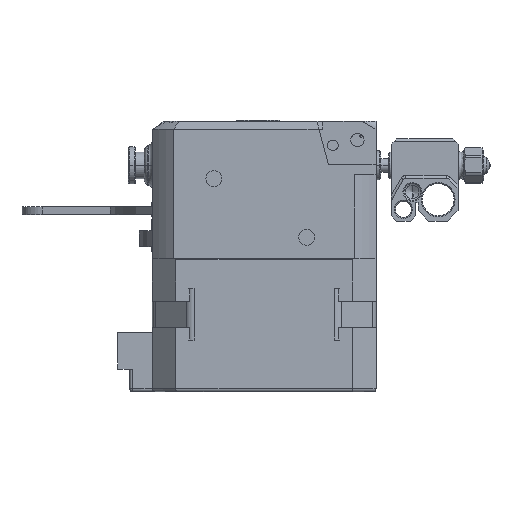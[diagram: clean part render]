
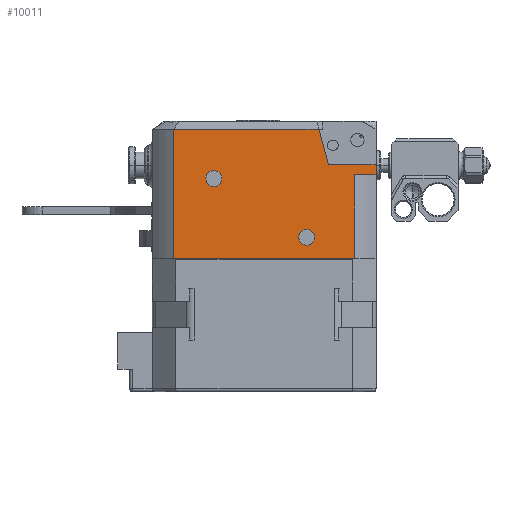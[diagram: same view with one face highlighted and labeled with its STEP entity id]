
A CAD part, left-side view. The second image highlights one B-rep face of the part: STEP entity #10011.
In plain terms, the highlighted planar face has unit normal (-1, 0, 0).
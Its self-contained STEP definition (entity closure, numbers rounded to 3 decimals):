
#105 = DIRECTION ( 'NONE',  ( 0., -1., 0. ) ) ;
#580 = ORIENTED_EDGE ( 'NONE', *, *, #20106, .T. ) ;
#1028 = CARTESIAN_POINT ( 'NONE',  ( -21., -17.072, 23.947 ) ) ;
#1285 = VERTEX_POINT ( 'NONE', #1461 ) ;
#1461 = CARTESIAN_POINT ( 'NONE',  ( -21., 9.45, 38.5 ) ) ;
#1630 = DIRECTION ( 'NONE',  ( 0., 0., 1. ) ) ;
#1710 = ORIENTED_EDGE ( 'NONE', *, *, #9859, .T. ) ;
#1769 = DIRECTION ( 'NONE',  ( 0., 1., 0. ) ) ;
#2533 = CARTESIAN_POINT ( 'NONE',  ( -21., -8., 29. ) ) ;
#3195 = CARTESIAN_POINT ( 'NONE',  ( -21., -21., 25. ) ) ;
#4053 = EDGE_LOOP ( 'NONE', ( #18991, #18615 ) ) ;
#4172 = CARTESIAN_POINT ( 'NONE',  ( -21., -8., 27.5 ) ) ;
#4447 = VECTOR ( 'NONE', #10137, 1000. ) ;
#4774 = EDGE_CURVE ( 'NONE', #23420, #12906, #8861, .T. ) ;
#4819 = CARTESIAN_POINT ( 'NONE',  ( -21., -21., 42.6 ) ) ;
#4826 = DIRECTION ( 'NONE',  ( 0., 0., -1. ) ) ;
#4925 = DIRECTION ( 'NONE',  ( 0., 1., 0. ) ) ;
#5043 = VERTEX_POINT ( 'NONE', #4172 ) ;
#5181 = FACE_OUTER_BOUND ( 'NONE', #13761, .T. ) ;
#5210 = CARTESIAN_POINT ( 'NONE',  ( -21., -10.292, 49.25 ) ) ;
#5243 = AXIS2_PLACEMENT_3D ( 'NONE', #2533, #24615, #6400 ) ;
#5634 = LINE ( 'NONE', #13762, #7745 ) ;
#5665 = ORIENTED_EDGE ( 'NONE', *, *, #13801, .T. ) ;
#5846 = CIRCLE ( 'NONE', #13060, 1.5 ) ;
#6053 = DIRECTION ( 'NONE',  ( 0., 0., 1. ) ) ;
#6336 = VERTEX_POINT ( 'NONE', #5210 ) ;
#6400 = DIRECTION ( 'NONE',  ( 0., 0., 1. ) ) ;
#6986 = CARTESIAN_POINT ( 'NONE',  ( -21., -16.971, 50.75 ) ) ;
#7003 = EDGE_CURVE ( 'NONE', #6336, #9666, #5634, .T. ) ;
#7100 = ORIENTED_EDGE ( 'NONE', *, *, #4774, .F. ) ;
#7269 = VERTEX_POINT ( 'NONE', #4819 ) ;
#7745 = VECTOR ( 'NONE', #1769, 1000. ) ;
#7856 = EDGE_CURVE ( 'NONE', #1285, #13630, #12858, .T. ) ;
#7965 = CARTESIAN_POINT ( 'NONE',  ( -21., 16.971, 25. ) ) ;
#8402 = CARTESIAN_POINT ( 'NONE',  ( -21., -12.074, 42.6 ) ) ;
#8473 = DIRECTION ( 'NONE',  ( -1., 0., 0. ) ) ;
#8514 = ORIENTED_EDGE ( 'NONE', *, *, #8700, .F. ) ;
#8627 = VERTEX_POINT ( 'NONE', #8402 ) ;
#8700 = EDGE_CURVE ( 'NONE', #5043, #23894, #16318, .T. ) ;
#8861 = LINE ( 'NONE', #6986, #24260 ) ;
#8946 = DIRECTION ( 'NONE',  ( 0., -1., 0. ) ) ;
#9064 = FACE_BOUND ( 'NONE', #4053, .T. ) ;
#9149 = DIRECTION ( 'NONE',  ( 0., 0.259, 0.966 ) ) ;
#9615 = EDGE_CURVE ( 'NONE', #9666, #22475, #17483, .T. ) ;
#9666 = VERTEX_POINT ( 'NONE', #25427 ) ;
#9859 = EDGE_CURVE ( 'NONE', #7269, #8627, #10271, .T. ) ;
#9961 = LINE ( 'NONE', #7965, #26323 ) ;
#10011 = ADVANCED_FACE ( 'NONE', ( #5181, #19051, #9064 ), #13298, .F. ) ;
#10137 = DIRECTION ( 'NONE',  ( 0., 1., 0. ) ) ;
#10160 = VECTOR ( 'NONE', #11470, 1000. ) ;
#10271 = LINE ( 'NONE', #18393, #4447 ) ;
#10696 = ORIENTED_EDGE ( 'NONE', *, *, #9615, .T. ) ;
#10780 = CARTESIAN_POINT ( 'NONE',  ( -21., -16.971, 25. ) ) ;
#10832 = AXIS2_PLACEMENT_3D ( 'NONE', #3195, #11314, #4925 ) ;
#11314 = DIRECTION ( 'NONE',  ( 1., 0., 0. ) ) ;
#11470 = DIRECTION ( 'NONE',  ( 0., 0., 1. ) ) ;
#11595 = AXIS2_PLACEMENT_3D ( 'NONE', #24938, #8473, #20965 ) ;
#11787 = LINE ( 'NONE', #1028, #17185 ) ;
#12089 = VECTOR ( 'NONE', #4826, 1000. ) ;
#12858 = CIRCLE ( 'NONE', #11595, 1.5 ) ;
#12906 = VERTEX_POINT ( 'NONE', #10780 ) ;
#13060 = AXIS2_PLACEMENT_3D ( 'NONE', #19880, #13621, #1630 ) ;
#13087 = VECTOR ( 'NONE', #8946, 1000. ) ;
#13298 = PLANE ( 'NONE',  #10832 ) ;
#13621 = DIRECTION ( 'NONE',  ( -1., 0., 0. ) ) ;
#13630 = VERTEX_POINT ( 'NONE', #22505 ) ;
#13737 = EDGE_CURVE ( 'NONE', #23420, #21808, #23138, .T. ) ;
#13761 = EDGE_LOOP ( 'NONE', ( #5665, #1710, #580, #19514, #10696, #17966, #7100, #14778 ) ) ;
#13762 = CARTESIAN_POINT ( 'NONE',  ( -21., 16.971, 49.25 ) ) ;
#13801 = EDGE_CURVE ( 'NONE', #21808, #7269, #17734, .T. ) ;
#14161 = AXIS2_PLACEMENT_3D ( 'NONE', #24263, #23864, #6053 ) ;
#14778 = ORIENTED_EDGE ( 'NONE', *, *, #13737, .T. ) ;
#14939 = CARTESIAN_POINT ( 'NONE',  ( -21., -11., 40.75 ) ) ;
#15153 = CARTESIAN_POINT ( 'NONE',  ( -21., 16.971, 25. ) ) ;
#15333 = CARTESIAN_POINT ( 'NONE',  ( -21., -21., 40.75 ) ) ;
#15603 = EDGE_LOOP ( 'NONE', ( #17151, #8514 ) ) ;
#16102 = CARTESIAN_POINT ( 'NONE',  ( -21., -16.971, 40.75 ) ) ;
#16318 = CIRCLE ( 'NONE', #5243, 1.5 ) ;
#17151 = ORIENTED_EDGE ( 'NONE', *, *, #25497, .F. ) ;
#17185 = VECTOR ( 'NONE', #9149, 1000. ) ;
#17483 = LINE ( 'NONE', #19081, #12089 ) ;
#17734 = LINE ( 'NONE', #15333, #10160 ) ;
#17966 = ORIENTED_EDGE ( 'NONE', *, *, #25885, .T. ) ;
#18393 = CARTESIAN_POINT ( 'NONE',  ( -21., -21., 42.6 ) ) ;
#18615 = ORIENTED_EDGE ( 'NONE', *, *, #7856, .F. ) ;
#18991 = ORIENTED_EDGE ( 'NONE', *, *, #19019, .F. ) ;
#19019 = EDGE_CURVE ( 'NONE', #13630, #1285, #25179, .T. ) ;
#19051 = FACE_BOUND ( 'NONE', #15603, .T. ) ;
#19081 = CARTESIAN_POINT ( 'NONE',  ( -21., 16.971, 50.75 ) ) ;
#19514 = ORIENTED_EDGE ( 'NONE', *, *, #7003, .T. ) ;
#19880 = CARTESIAN_POINT ( 'NONE',  ( -21., -8., 29. ) ) ;
#20106 = EDGE_CURVE ( 'NONE', #8627, #6336, #11787, .T. ) ;
#20836 = DIRECTION ( 'NONE',  ( 0., 0., -1. ) ) ;
#20965 = DIRECTION ( 'NONE',  ( 0., 0., 1. ) ) ;
#21808 = VERTEX_POINT ( 'NONE', #25823 ) ;
#22171 = CARTESIAN_POINT ( 'NONE',  ( -21., -8., 30.5 ) ) ;
#22475 = VERTEX_POINT ( 'NONE', #15153 ) ;
#22505 = CARTESIAN_POINT ( 'NONE',  ( -21., 9.45, 41.5 ) ) ;
#23138 = LINE ( 'NONE', #14939, #13087 ) ;
#23420 = VERTEX_POINT ( 'NONE', #16102 ) ;
#23864 = DIRECTION ( 'NONE',  ( -1., 0., 0. ) ) ;
#23894 = VERTEX_POINT ( 'NONE', #22171 ) ;
#24260 = VECTOR ( 'NONE', #20836, 1000. ) ;
#24263 = CARTESIAN_POINT ( 'NONE',  ( -21., 9.45, 40. ) ) ;
#24615 = DIRECTION ( 'NONE',  ( -1., 0., 0. ) ) ;
#24938 = CARTESIAN_POINT ( 'NONE',  ( -21., 9.45, 40. ) ) ;
#25179 = CIRCLE ( 'NONE', #14161, 1.5 ) ;
#25427 = CARTESIAN_POINT ( 'NONE',  ( -21., 16.971, 49.25 ) ) ;
#25497 = EDGE_CURVE ( 'NONE', #23894, #5043, #5846, .T. ) ;
#25823 = CARTESIAN_POINT ( 'NONE',  ( -21., -21., 40.75 ) ) ;
#25885 = EDGE_CURVE ( 'NONE', #22475, #12906, #9961, .T. ) ;
#26323 = VECTOR ( 'NONE', #105, 1000. ) ;
